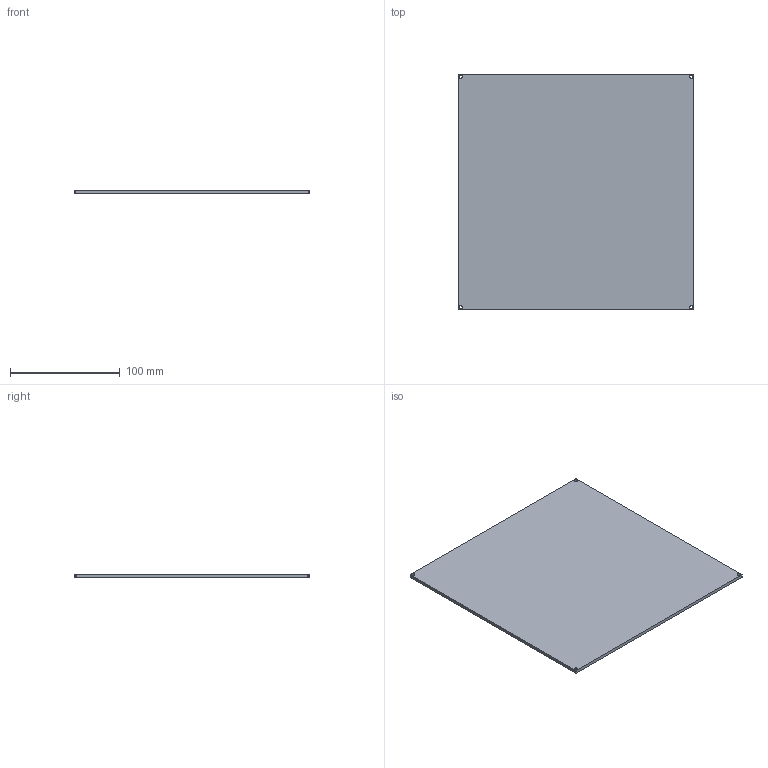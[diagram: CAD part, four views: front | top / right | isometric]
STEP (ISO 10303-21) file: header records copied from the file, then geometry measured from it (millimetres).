
FILE_DESCRIPTION((''),'2;1');
FILE_NAME('HEATED_BED','2023-02-15T17:17:44',('matteo.grassi'),(''),'CREO PARAMETRIC BY PTC INC, 2018020','CREO PARAMETRIC BY PTC INC, 2018020','');
FILE_SCHEMA(('AUTOMOTIVE_DESIGN { 1 0 10303 214 1 1 1 1 }'));
Length unit declared in the file: millimetre
Products named in the file (1): HEATED_BED
Bounding box: 214 x 214 x 3 mm (x, y, z)
Volume: 137302.5 mm3; surface area: 94213.5 mm2
Topology: 1 solids, 1 shells, 18 faces, 56 edges, 40 vertices
Faces by surface type: cylinder 12, plane 6
Entity records: 1017 total; most frequent: DIRECTION 126, CARTESIAN_POINT 117, ORIENTED_EDGE 112, COLOUR_RGB 106, PRESENTATION_STYLE_ASSIGNMENT 58, STYLED_ITEM 57, CURVE_STYLE 56, EDGE_CURVE 56
